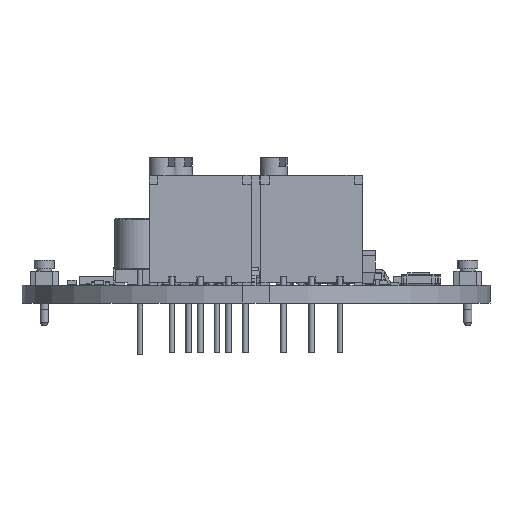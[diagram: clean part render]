
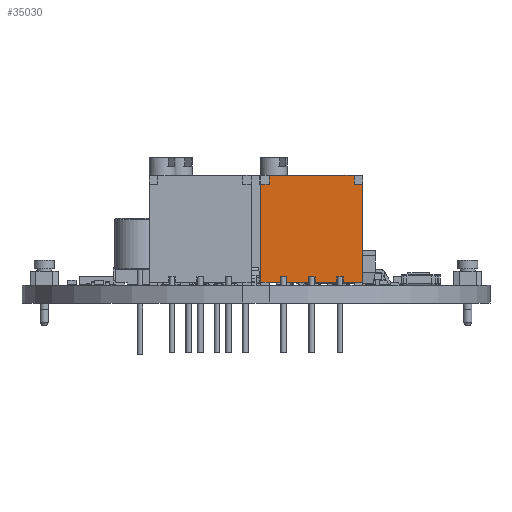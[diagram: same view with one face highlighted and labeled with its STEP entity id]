
A CAD part, left-side view. The second image highlights one B-rep face of the part: STEP entity #35030.
In plain terms, the highlighted face is planar.
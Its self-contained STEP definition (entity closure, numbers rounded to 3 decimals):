
#34759 = VERTEX_POINT('',#34760);
#34760 = CARTESIAN_POINT('',(2.903,4.3,4.242));
#34766 = EDGE_CURVE('',#34759,#34767,#34769,.T.);
#34767 = VERTEX_POINT('',#34768);
#34768 = CARTESIAN_POINT('',(2.303,4.3,4.242));
#34769 = LINE('',#34770,#34771);
#34770 = CARTESIAN_POINT('',(2.303,4.3,4.242));
#34771 = VECTOR('',#34772,1.);
#34772 = DIRECTION('',(-1.,-0.,-0.));
#34798 = EDGE_CURVE('',#34799,#34801,#34803,.T.);
#34799 = VERTEX_POINT('',#34800);
#34800 = CARTESIAN_POINT('',(0.363,4.3,4.242));
#34801 = VERTEX_POINT('',#34802);
#34802 = CARTESIAN_POINT('',(-0.237,4.3,4.242));
#34803 = LINE('',#34804,#34805);
#34804 = CARTESIAN_POINT('',(-4.537,4.3,4.242));
#34805 = VECTOR('',#34806,1.);
#34806 = DIRECTION('',(-1.,0.,0.));
#34851 = VERTEX_POINT('',#34852);
#34852 = CARTESIAN_POINT('',(-2.177,4.3,4.242));
#34858 = EDGE_CURVE('',#34851,#34859,#34861,.T.);
#34859 = VERTEX_POINT('',#34860);
#34860 = CARTESIAN_POINT('',(-2.777,4.3,4.242));
#34861 = LINE('',#34862,#34863);
#34862 = CARTESIAN_POINT('',(-2.777,4.3,4.242));
#34863 = VECTOR('',#34864,1.);
#34864 = DIRECTION('',(-1.,-0.,-0.));
#34898 = EDGE_CURVE('',#34899,#34901,#34903,.T.);
#34899 = VERTEX_POINT('',#34900);
#34900 = CARTESIAN_POINT('',(-2.177,4.3,4.742));
#34901 = VERTEX_POINT('',#34902);
#34902 = CARTESIAN_POINT('',(-0.237,4.3,4.742));
#34903 = LINE('',#34904,#34905);
#34904 = CARTESIAN_POINT('',(-4.537,4.3,4.742));
#34905 = VECTOR('',#34906,1.);
#34906 = DIRECTION('',(1.,0.,0.));
#34925 = VERTEX_POINT('',#34926);
#34926 = CARTESIAN_POINT('',(-2.777,4.3,4.742));
#34932 = EDGE_CURVE('',#34933,#34925,#34935,.T.);
#34933 = VERTEX_POINT('',#34934);
#34934 = CARTESIAN_POINT('',(-3.737,4.3,4.742));
#34935 = LINE('',#34936,#34937);
#34936 = CARTESIAN_POINT('',(-4.537,4.3,4.742));
#34937 = VECTOR('',#34938,1.);
#34938 = DIRECTION('',(1.,0.,0.));
#34957 = VERTEX_POINT('',#34958);
#34958 = CARTESIAN_POINT('',(3.863,4.3,4.742));
#34964 = EDGE_CURVE('',#34965,#34957,#34967,.T.);
#34965 = VERTEX_POINT('',#34966);
#34966 = CARTESIAN_POINT('',(2.903,4.3,4.742));
#34967 = LINE('',#34968,#34969);
#34968 = CARTESIAN_POINT('',(-4.537,4.3,4.742));
#34969 = VECTOR('',#34970,1.);
#34970 = DIRECTION('',(1.,0.,0.));
#34989 = VERTEX_POINT('',#34990);
#34990 = CARTESIAN_POINT('',(2.303,4.3,4.742));
#34996 = EDGE_CURVE('',#34997,#34989,#34999,.T.);
#34997 = VERTEX_POINT('',#34998);
#34998 = CARTESIAN_POINT('',(0.363,4.3,4.742));
#34999 = LINE('',#35000,#35001);
#35000 = CARTESIAN_POINT('',(-4.537,4.3,4.742));
#35001 = VECTOR('',#35002,1.);
#35002 = DIRECTION('',(1.,0.,0.));
#35030 = ADVANCED_FACE('',(#35031),#35146,.F.);
#35031 = FACE_BOUND('',#35032,.T.);
#35032 = EDGE_LOOP('',(#35033,#35034,#35040,#35041,#35047,#35048,#35054,
    #35055,#35061,#35062,#35068,#35069,#35077,#35085,#35093,#35101,
    #35109,#35117,#35125,#35133,#35139,#35140));
#35033 = ORIENTED_EDGE('',*,*,#34858,.F.);
#35034 = ORIENTED_EDGE('',*,*,#35035,.T.);
#35035 = EDGE_CURVE('',#34851,#34899,#35036,.T.);
#35036 = LINE('',#35037,#35038);
#35037 = CARTESIAN_POINT('',(-2.177,4.3,4.242));
#35038 = VECTOR('',#35039,1.);
#35039 = DIRECTION('',(-0.,-0.,1.));
#35040 = ORIENTED_EDGE('',*,*,#34898,.T.);
#35041 = ORIENTED_EDGE('',*,*,#35042,.T.);
#35042 = EDGE_CURVE('',#34901,#34801,#35043,.T.);
#35043 = LINE('',#35044,#35045);
#35044 = CARTESIAN_POINT('',(-0.237,4.3,-4.858));
#35045 = VECTOR('',#35046,1.);
#35046 = DIRECTION('',(0.,0.,-1.));
#35047 = ORIENTED_EDGE('',*,*,#34798,.F.);
#35048 = ORIENTED_EDGE('',*,*,#35049,.T.);
#35049 = EDGE_CURVE('',#34799,#34997,#35050,.T.);
#35050 = LINE('',#35051,#35052);
#35051 = CARTESIAN_POINT('',(0.363,4.3,-4.858));
#35052 = VECTOR('',#35053,1.);
#35053 = DIRECTION('',(-0.,0.,1.));
#35054 = ORIENTED_EDGE('',*,*,#34996,.T.);
#35055 = ORIENTED_EDGE('',*,*,#35056,.F.);
#35056 = EDGE_CURVE('',#34767,#34989,#35057,.T.);
#35057 = LINE('',#35058,#35059);
#35058 = CARTESIAN_POINT('',(2.303,4.3,4.242));
#35059 = VECTOR('',#35060,1.);
#35060 = DIRECTION('',(-0.,-0.,1.));
#35061 = ORIENTED_EDGE('',*,*,#34766,.F.);
#35062 = ORIENTED_EDGE('',*,*,#35063,.T.);
#35063 = EDGE_CURVE('',#34759,#34965,#35064,.T.);
#35064 = LINE('',#35065,#35066);
#35065 = CARTESIAN_POINT('',(2.903,4.3,4.242));
#35066 = VECTOR('',#35067,1.);
#35067 = DIRECTION('',(-0.,-0.,1.));
#35068 = ORIENTED_EDGE('',*,*,#34964,.T.);
#35069 = ORIENTED_EDGE('',*,*,#35070,.T.);
#35070 = EDGE_CURVE('',#34957,#35071,#35073,.T.);
#35071 = VERTEX_POINT('',#35072);
#35072 = CARTESIAN_POINT('',(4.663,4.3,4.742));
#35073 = LINE('',#35074,#35075);
#35074 = CARTESIAN_POINT('',(-4.537,4.3,4.742));
#35075 = VECTOR('',#35076,1.);
#35076 = DIRECTION('',(1.,0.,0.));
#35077 = ORIENTED_EDGE('',*,*,#35078,.T.);
#35078 = EDGE_CURVE('',#35071,#35079,#35081,.T.);
#35079 = VERTEX_POINT('',#35080);
#35080 = CARTESIAN_POINT('',(4.663,4.3,-4.058));
#35081 = LINE('',#35082,#35083);
#35082 = CARTESIAN_POINT('',(4.663,4.3,4.742));
#35083 = VECTOR('',#35084,1.);
#35084 = DIRECTION('',(0.,0.,-1.));
#35085 = ORIENTED_EDGE('',*,*,#35086,.F.);
#35086 = EDGE_CURVE('',#35087,#35079,#35089,.T.);
#35087 = VERTEX_POINT('',#35088);
#35088 = CARTESIAN_POINT('',(3.863,4.3,-4.058));
#35089 = LINE('',#35090,#35091);
#35090 = CARTESIAN_POINT('',(3.863,4.3,-4.058));
#35091 = VECTOR('',#35092,1.);
#35092 = DIRECTION('',(1.,0.,0.));
#35093 = ORIENTED_EDGE('',*,*,#35094,.F.);
#35094 = EDGE_CURVE('',#35095,#35087,#35097,.T.);
#35095 = VERTEX_POINT('',#35096);
#35096 = CARTESIAN_POINT('',(3.863,4.3,-4.858));
#35097 = LINE('',#35098,#35099);
#35098 = CARTESIAN_POINT('',(3.863,4.3,-4.858));
#35099 = VECTOR('',#35100,1.);
#35100 = DIRECTION('',(0.,0.,1.));
#35101 = ORIENTED_EDGE('',*,*,#35102,.T.);
#35102 = EDGE_CURVE('',#35095,#35103,#35105,.T.);
#35103 = VERTEX_POINT('',#35104);
#35104 = CARTESIAN_POINT('',(-3.737,4.3,-4.858));
#35105 = LINE('',#35106,#35107);
#35106 = CARTESIAN_POINT('',(-4.537,4.3,-4.858));
#35107 = VECTOR('',#35108,1.);
#35108 = DIRECTION('',(-1.,-0.,-0.));
#35109 = ORIENTED_EDGE('',*,*,#35110,.F.);
#35110 = EDGE_CURVE('',#35111,#35103,#35113,.T.);
#35111 = VERTEX_POINT('',#35112);
#35112 = CARTESIAN_POINT('',(-3.737,4.3,-4.058));
#35113 = LINE('',#35114,#35115);
#35114 = CARTESIAN_POINT('',(-3.737,4.3,-4.858));
#35115 = VECTOR('',#35116,1.);
#35116 = DIRECTION('',(-0.,-0.,-1.));
#35117 = ORIENTED_EDGE('',*,*,#35118,.F.);
#35118 = EDGE_CURVE('',#35119,#35111,#35121,.T.);
#35119 = VERTEX_POINT('',#35120);
#35120 = CARTESIAN_POINT('',(-4.537,4.3,-4.058));
#35121 = LINE('',#35122,#35123);
#35122 = CARTESIAN_POINT('',(-3.737,4.3,-4.058));
#35123 = VECTOR('',#35124,1.);
#35124 = DIRECTION('',(1.,-0.,-0.));
#35125 = ORIENTED_EDGE('',*,*,#35126,.T.);
#35126 = EDGE_CURVE('',#35119,#35127,#35129,.T.);
#35127 = VERTEX_POINT('',#35128);
#35128 = CARTESIAN_POINT('',(-4.537,4.3,4.742));
#35129 = LINE('',#35130,#35131);
#35130 = CARTESIAN_POINT('',(-4.537,4.3,4.742));
#35131 = VECTOR('',#35132,1.);
#35132 = DIRECTION('',(-0.,-0.,1.));
#35133 = ORIENTED_EDGE('',*,*,#35134,.T.);
#35134 = EDGE_CURVE('',#35127,#34933,#35135,.T.);
#35135 = LINE('',#35136,#35137);
#35136 = CARTESIAN_POINT('',(-4.537,4.3,4.742));
#35137 = VECTOR('',#35138,1.);
#35138 = DIRECTION('',(1.,0.,0.));
#35139 = ORIENTED_EDGE('',*,*,#34932,.T.);
#35140 = ORIENTED_EDGE('',*,*,#35141,.F.);
#35141 = EDGE_CURVE('',#34859,#34925,#35142,.T.);
#35142 = LINE('',#35143,#35144);
#35143 = CARTESIAN_POINT('',(-2.777,4.3,4.242));
#35144 = VECTOR('',#35145,1.);
#35145 = DIRECTION('',(-0.,-0.,1.));
#35146 = PLANE('',#35147);
#35147 = AXIS2_PLACEMENT_3D('',#35148,#35149,#35150);
#35148 = CARTESIAN_POINT('',(-4.537,4.3,-4.858));
#35149 = DIRECTION('',(0.,-1.,0.));
#35150 = DIRECTION('',(0.,-0.,-1.));
